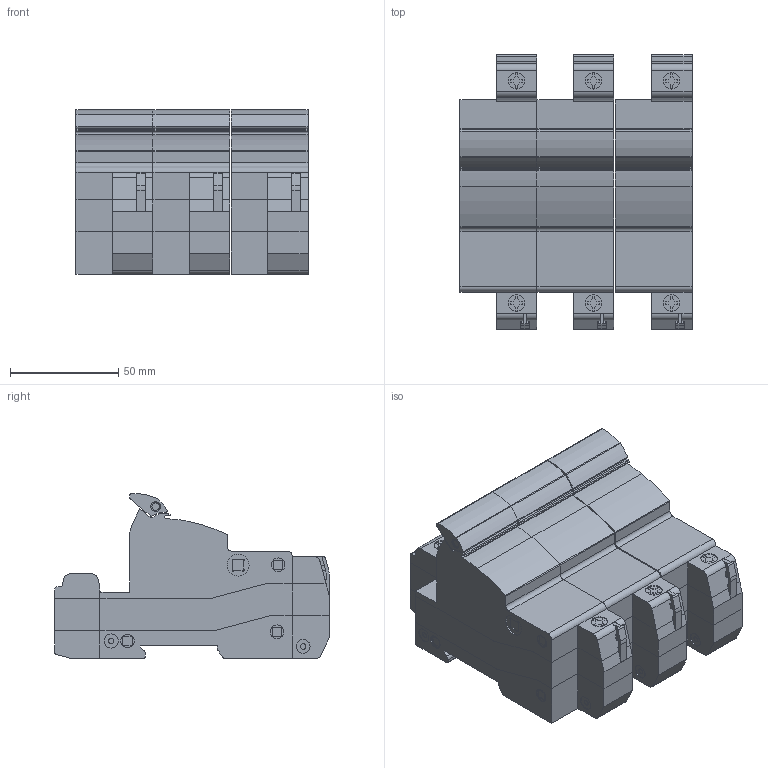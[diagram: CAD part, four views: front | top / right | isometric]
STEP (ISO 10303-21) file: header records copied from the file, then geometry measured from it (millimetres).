
FILE_DESCRIPTION((''),'2;1');
FILE_NAME('3d_FB03A3P.stp','2012-10-03T09:01:54',(''),(''),'Mechanical Desktop 2011','Mechanical Desktop 2011',', , ');
FILE_SCHEMA(('CONFIG_CONTROL_DESIGN'));
Length unit declared in the file: millimetre
Products named in the file (1): Product
Bounding box: 107 x 126.5 x 75.98 mm (x, y, z)
Volume: 578003.3 mm3; surface area: 127483.2 mm2
Topology: 15 solids, 15 shells, 723 faces, 1977 edges, 1326 vertices
Faces by surface type: plane 480, cylinder 243
Entity records: 23078 total; most frequent: CARTESIAN_POINT 4027, DIRECTION 4001, ORIENTED_EDGE 3954, EDGE_CURVE 1977, VECTOR 1401, LINE 1401, VERTEX_POINT 1326, AXIS2_PLACEMENT_3D 1300
